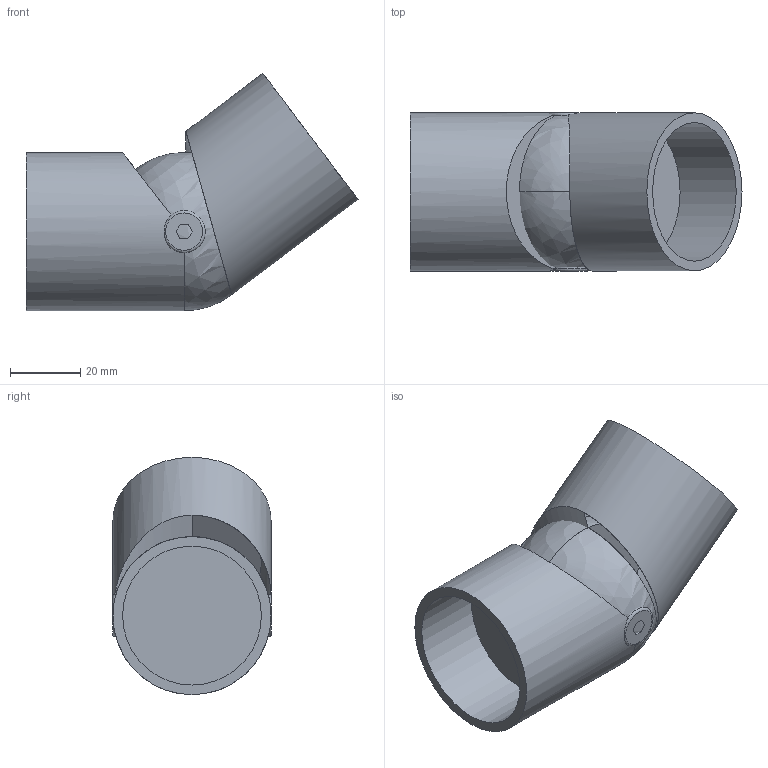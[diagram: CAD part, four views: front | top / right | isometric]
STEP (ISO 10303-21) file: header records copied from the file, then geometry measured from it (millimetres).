
FILE_DESCRIPTION(/* description */ (''),/* implementation_level */ '2;1');
FILE_NAME(/* name */ 'Stecksystemme_X92.stp',/* time_stamp */ '2017-07-24T09:08:54+02:00',/* author */ (''),/* organization */ (''),/* preprocessor_version */ 'ST-DEVELOPER v16',/* originating_system */ 'SIEMENS PLM Software NX 11.0',/* authorisation */ '');
FILE_SCHEMA (('AUTOMOTIVE_DESIGN { 1 0 10303 214 3 1 1 1 }'));
Length unit declared in the file: millimetre
Products named in the file (1): Goge29ACDC24l22h
Bounding box: 94.48 x 45.2 x 67.55 mm (x, y, z)
Volume: 108322.1 mm3; surface area: 27811.2 mm2
Topology: 2 solids, 2 shells, 47 faces, 130 edges, 83 vertices
Faces by surface type: plane 34, cylinder 7, sphere 2, torus 2, bspline 2
Full cylindrical faces by diameter (mm): 39.5 x2, 45 x2
Entity records: 1656 total; most frequent: CARTESIAN_POINT 485, ORIENTED_EDGE 228, DIRECTION 223, EDGE_CURVE 114, AXIS2_PLACEMENT_3D 79, VERTEX_POINT 78, LINE 65, VECTOR 65
